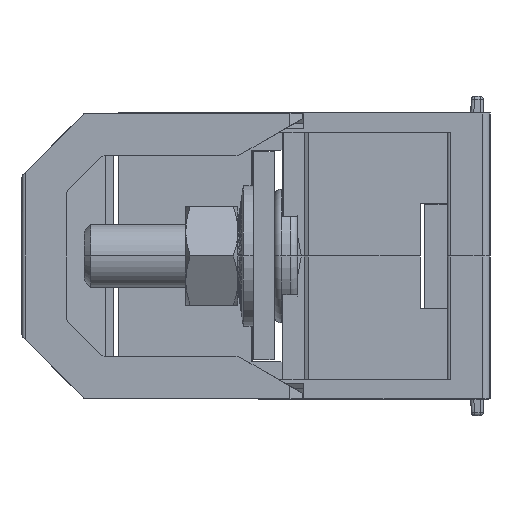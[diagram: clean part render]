
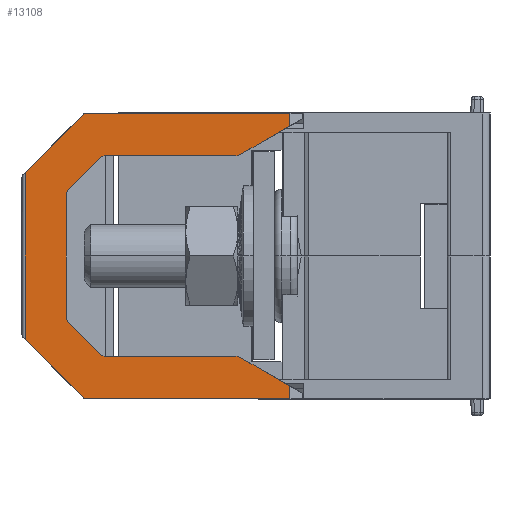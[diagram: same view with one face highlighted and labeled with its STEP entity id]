
A CAD part, left-side view. The second image highlights one B-rep face of the part: STEP entity #13108.
In plain terms, the highlighted planar face has unit normal (-1, 0, 0).
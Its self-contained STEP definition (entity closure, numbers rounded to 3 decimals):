
#13108=ADVANCED_FACE('',(#16026),#14841,.T.);
#14841=PLANE('',#45542);
#16026=FACE_OUTER_BOUND('',#17728,.T.);
#17728=EDGE_LOOP('',(#20395,#20396,#20397,#20398,#20399,#20400,#20401,#20402,
#20403,#20404,#20405,#20406,#20407,#20408,#20409,#20410,#20411,#20412,#20413,
#20414,#20415,#20416));
#19506=CIRCLE('',#45534,0.8);
#19507=CIRCLE('',#45535,1.5);
#19508=CIRCLE('',#45536,1.5);
#19509=CIRCLE('',#45537,1.5);
#19510=CIRCLE('',#45538,1.5);
#19511=CIRCLE('',#45539,1.5);
#19512=CIRCLE('',#45540,1.5);
#19513=CIRCLE('',#45541,0.8);
#20395=ORIENTED_EDGE('',*,*,#33585,.T.);
#20396=ORIENTED_EDGE('',*,*,#33586,.F.);
#20397=ORIENTED_EDGE('',*,*,#33587,.T.);
#20398=ORIENTED_EDGE('',*,*,#33588,.F.);
#20399=ORIENTED_EDGE('',*,*,#33589,.T.);
#20400=ORIENTED_EDGE('',*,*,#33590,.F.);
#20401=ORIENTED_EDGE('',*,*,#33591,.T.);
#20402=ORIENTED_EDGE('',*,*,#33592,.T.);
#20403=ORIENTED_EDGE('',*,*,#33593,.T.);
#20404=ORIENTED_EDGE('',*,*,#33594,.T.);
#20405=ORIENTED_EDGE('',*,*,#33595,.T.);
#20406=ORIENTED_EDGE('',*,*,#33596,.T.);
#20407=ORIENTED_EDGE('',*,*,#33597,.T.);
#20408=ORIENTED_EDGE('',*,*,#33598,.F.);
#20409=ORIENTED_EDGE('',*,*,#33599,.T.);
#20410=ORIENTED_EDGE('',*,*,#33600,.F.);
#20411=ORIENTED_EDGE('',*,*,#33601,.T.);
#20412=ORIENTED_EDGE('',*,*,#33560,.F.);
#20413=ORIENTED_EDGE('',*,*,#33602,.T.);
#20414=ORIENTED_EDGE('',*,*,#33603,.F.);
#20415=ORIENTED_EDGE('',*,*,#33604,.T.);
#20416=ORIENTED_EDGE('',*,*,#33581,.F.);
#30290=VERTEX_POINT('',#57089);
#30291=VERTEX_POINT('',#57091);
#30306=VERTEX_POINT('',#57126);
#30309=VERTEX_POINT('',#57132);
#30312=VERTEX_POINT('',#57142);
#30313=VERTEX_POINT('',#57144);
#30314=VERTEX_POINT('',#57146);
#30315=VERTEX_POINT('',#57148);
#30316=VERTEX_POINT('',#57150);
#30317=VERTEX_POINT('',#57152);
#30318=VERTEX_POINT('',#57154);
#30319=VERTEX_POINT('',#57156);
#30320=VERTEX_POINT('',#57158);
#30321=VERTEX_POINT('',#57160);
#30322=VERTEX_POINT('',#57162);
#30323=VERTEX_POINT('',#57164);
#30324=VERTEX_POINT('',#57166);
#30325=VERTEX_POINT('',#57168);
#30326=VERTEX_POINT('',#57170);
#30327=VERTEX_POINT('',#57172);
#30328=VERTEX_POINT('',#57175);
#30329=VERTEX_POINT('',#57177);
#33560=EDGE_CURVE('',#30290,#30291,#38518,.T.);
#33581=EDGE_CURVE('',#30309,#30306,#38532,.T.);
#33585=EDGE_CURVE('',#30309,#30312,#19506,.T.);
#33586=EDGE_CURVE('',#30313,#30312,#38536,.T.);
#33587=EDGE_CURVE('',#30313,#30314,#38537,.T.);
#33588=EDGE_CURVE('',#30315,#30314,#38538,.T.);
#33589=EDGE_CURVE('',#30315,#30316,#19507,.T.);
#33590=EDGE_CURVE('',#30317,#30316,#38539,.T.);
#33591=EDGE_CURVE('',#30317,#30318,#19508,.T.);
#33592=EDGE_CURVE('',#30318,#30319,#38540,.T.);
#33593=EDGE_CURVE('',#30319,#30320,#19509,.T.);
#33594=EDGE_CURVE('',#30320,#30321,#38541,.T.);
#33595=EDGE_CURVE('',#30321,#30322,#19510,.T.);
#33596=EDGE_CURVE('',#30322,#30323,#38542,.T.);
#33597=EDGE_CURVE('',#30323,#30324,#19511,.T.);
#33598=EDGE_CURVE('',#30325,#30324,#38543,.T.);
#33599=EDGE_CURVE('',#30325,#30326,#19512,.T.);
#33600=EDGE_CURVE('',#30327,#30326,#38544,.T.);
#33601=EDGE_CURVE('',#30327,#30291,#38545,.T.);
#33602=EDGE_CURVE('',#30290,#30328,#19513,.T.);
#33603=EDGE_CURVE('',#30329,#30328,#38546,.T.);
#33604=EDGE_CURVE('',#30329,#30306,#38547,.T.);
#38518=LINE('',#57090,#42020);
#38532=LINE('',#57133,#42034);
#38536=LINE('',#57143,#42038);
#38537=LINE('',#57145,#42039);
#38538=LINE('',#57147,#42040);
#38539=LINE('',#57151,#42041);
#38540=LINE('',#57155,#42042);
#38541=LINE('',#57159,#42043);
#38542=LINE('',#57163,#42044);
#38543=LINE('',#57167,#42045);
#38544=LINE('',#57171,#42046);
#38545=LINE('',#57173,#42047);
#38546=LINE('',#57176,#42048);
#38547=LINE('',#57178,#42049);
#42020=VECTOR('',#48217,1.);
#42034=VECTOR('',#48251,1.);
#42038=VECTOR('',#48261,1.);
#42039=VECTOR('',#48262,1.);
#42040=VECTOR('',#48263,1.);
#42041=VECTOR('',#48266,1.);
#42042=VECTOR('',#48269,1.);
#42043=VECTOR('',#48272,1.);
#42044=VECTOR('',#48275,1.);
#42045=VECTOR('',#48278,1.);
#42046=VECTOR('',#48281,1.);
#42047=VECTOR('',#48282,1.);
#42048=VECTOR('',#48285,1.);
#42049=VECTOR('',#48286,1.);
#45534=AXIS2_PLACEMENT_3D('',#57141,#48259,#48260);
#45535=AXIS2_PLACEMENT_3D('',#57149,#48264,#48265);
#45536=AXIS2_PLACEMENT_3D('',#57153,#48267,#48268);
#45537=AXIS2_PLACEMENT_3D('',#57157,#48270,#48271);
#45538=AXIS2_PLACEMENT_3D('',#57161,#48273,#48274);
#45539=AXIS2_PLACEMENT_3D('',#57165,#48276,#48277);
#45540=AXIS2_PLACEMENT_3D('',#57169,#48279,#48280);
#45541=AXIS2_PLACEMENT_3D('',#57174,#48283,#48284);
#45542=AXIS2_PLACEMENT_3D('',#57179,#48287,#48288);
#48217=DIRECTION('',(0.,-1.,0.));
#48251=DIRECTION('',(0.,0.707,0.707));
#48259=DIRECTION('',(-1.,0.,0.));
#48260=DIRECTION('',(0.,0.707,-0.707));
#48261=DIRECTION('',(0.,1.,0.));
#48262=DIRECTION('',(0.,0.,1.));
#48263=DIRECTION('',(0.,-0.866,-0.5));
#48264=DIRECTION('',(-1.,0.,0.));
#48265=DIRECTION('',(0.,-0.5,0.866));
#48266=DIRECTION('',(0.,-1.,0.));
#48267=DIRECTION('',(1.,0.,0.));
#48268=DIRECTION('',(0.,0.,-1.));
#48269=DIRECTION('',(0.,0.707,0.707));
#48270=DIRECTION('',(1.,0.,0.));
#48271=DIRECTION('',(0.,0.707,-0.707));
#48272=DIRECTION('',(0.,0.,1.));
#48273=DIRECTION('',(1.,0.,0.));
#48274=DIRECTION('',(0.,1.,0.));
#48275=DIRECTION('',(0.,-0.707,0.707));
#48276=DIRECTION('',(1.,0.,0.));
#48277=DIRECTION('',(0.,0.707,0.707));
#48278=DIRECTION('',(0.,1.,0.));
#48279=DIRECTION('',(-1.,0.,0.));
#48280=DIRECTION('',(0.,0.,-1.));
#48281=DIRECTION('',(0.,0.866,-0.5));
#48282=DIRECTION('',(0.,0.,1.));
#48283=DIRECTION('',(-1.,0.,0.));
#48284=DIRECTION('',(0.,0.,1.));
#48285=DIRECTION('',(0.,-0.707,0.707));
#48286=DIRECTION('',(0.,0.,-1.));
#48287=DIRECTION('',(-1.,0.,0.));
#48288=DIRECTION('',(0.,-1.,0.));
#57089=CARTESIAN_POINT('',(-139.,71.669,54.95));
#57090=CARTESIAN_POINT('',(-139.,71.669,54.95));
#57091=CARTESIAN_POINT('',(-139.,32.526,54.95));
#57126=CARTESIAN_POINT('',(-139.,83.4,11.45));
#57132=CARTESIAN_POINT('',(-139.,72.234,0.284));
#57133=CARTESIAN_POINT('',(-139.,72.234,0.284));
#57141=CARTESIAN_POINT('',(-139.,71.669,0.85));
#57142=CARTESIAN_POINT('',(-139.,71.669,0.05));
#57143=CARTESIAN_POINT('',(-139.,32.526,0.05));
#57144=CARTESIAN_POINT('',(-139.,32.526,0.05));
#57145=CARTESIAN_POINT('',(-139.,32.526,0.05));
#57146=CARTESIAN_POINT('',(-139.,32.526,2.509));
#57147=CARTESIAN_POINT('',(-139.,42.123,8.049));
#57148=CARTESIAN_POINT('',(-139.,42.123,8.049));
#57149=CARTESIAN_POINT('',(-139.,42.873,6.75));
#57150=CARTESIAN_POINT('',(-139.,42.873,8.25));
#57151=CARTESIAN_POINT('',(-139.,67.982,8.25));
#57152=CARTESIAN_POINT('',(-139.,67.982,8.25));
#57153=CARTESIAN_POINT('',(-139.,67.982,9.75));
#57154=CARTESIAN_POINT('',(-139.,69.043,8.689));
#57155=CARTESIAN_POINT('',(-139.,69.043,8.689));
#57156=CARTESIAN_POINT('',(-139.,75.061,14.707));
#57157=CARTESIAN_POINT('',(-139.,74.,15.768));
#57158=CARTESIAN_POINT('',(-139.,75.5,15.768));
#57159=CARTESIAN_POINT('',(-139.,75.5,15.768));
#57160=CARTESIAN_POINT('',(-139.,75.5,39.232));
#57161=CARTESIAN_POINT('',(-139.,74.,39.232));
#57162=CARTESIAN_POINT('',(-139.,75.061,40.293));
#57163=CARTESIAN_POINT('',(-139.,75.061,40.293));
#57164=CARTESIAN_POINT('',(-139.,69.043,46.311));
#57165=CARTESIAN_POINT('',(-139.,67.982,45.25));
#57166=CARTESIAN_POINT('',(-139.,67.982,46.75));
#57167=CARTESIAN_POINT('',(-139.,42.873,46.75));
#57168=CARTESIAN_POINT('',(-139.,42.873,46.75));
#57169=CARTESIAN_POINT('',(-139.,42.873,48.25));
#57170=CARTESIAN_POINT('',(-139.,42.123,46.951));
#57171=CARTESIAN_POINT('',(-139.,32.526,52.491));
#57172=CARTESIAN_POINT('',(-139.,32.526,52.491));
#57173=CARTESIAN_POINT('',(-139.,32.526,52.491));
#57174=CARTESIAN_POINT('',(-139.,71.669,54.15));
#57175=CARTESIAN_POINT('',(-139.,72.234,54.716));
#57176=CARTESIAN_POINT('',(-139.,83.4,43.55));
#57177=CARTESIAN_POINT('',(-139.,83.4,43.55));
#57178=CARTESIAN_POINT('',(-139.,83.4,43.55));
#57179=CARTESIAN_POINT('',(-139.,30.,54.95));
